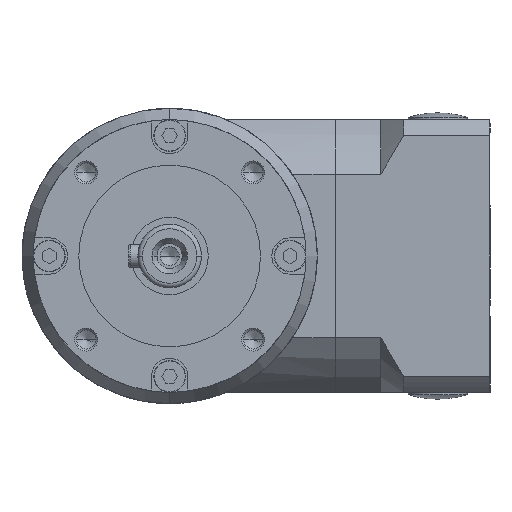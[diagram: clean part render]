
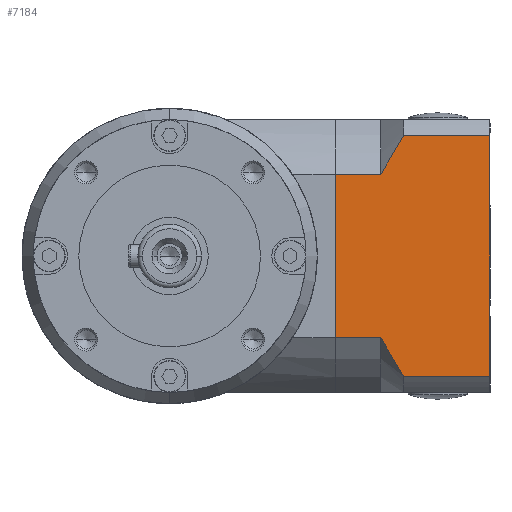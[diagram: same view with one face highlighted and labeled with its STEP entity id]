
A CAD part, left-side view. The second image highlights one B-rep face of the part: STEP entity #7184.
In plain terms, the highlighted planar face has unit normal (-1, 0, 0).
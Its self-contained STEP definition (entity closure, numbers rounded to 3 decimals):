
#562 = ORIENTED_EDGE ( 'NONE', *, *, #7264, .F. ) ;
#1161 = LINE ( 'NONE', #10692, #4820 ) ;
#1241 = CARTESIAN_POINT ( 'NONE',  ( 8., -70.5, 26.458 ) ) ;
#1665 = ORIENTED_EDGE ( 'NONE', *, *, #10712, .F. ) ;
#2097 = LINE ( 'NONE', #9792, #18773 ) ;
#2230 = EDGE_CURVE ( 'NONE', #8973, #18190, #18786, .T. ) ;
#2628 = VECTOR ( 'NONE', #11095, 1000. ) ;
#3343 = B_SPLINE_CURVE_WITH_KNOTS ( 'NONE', 3,
 ( #5665, #12032, #11829, #19741 ),
 .UNSPECIFIED., .F., .F.,
 ( 4, 4 ),
 ( 0., 1. ),
 .UNSPECIFIED. ) ;
#3434 = ORIENTED_EDGE ( 'NONE', *, *, #2230, .F. ) ;
#3605 = CARTESIAN_POINT ( 'NONE',  ( 8., -36.5, -28.686 ) ) ;
#3885 = DIRECTION ( 'NONE',  ( 0., 1., 0. ) ) ;
#4068 = CARTESIAN_POINT ( 'NONE',  ( 8., -46.5, 18.028 ) ) ;
#4264 = VERTEX_POINT ( 'NONE', #1241 ) ;
#4820 = VECTOR ( 'NONE', #12711, 1000. ) ;
#5124 = CARTESIAN_POINT ( 'NONE',  ( 8., -51.5, 26.458 ) ) ;
#5437 = DIRECTION ( 'NONE',  ( 0., 0., -1. ) ) ;
#5665 = CARTESIAN_POINT ( 'NONE',  ( 8., -51.5, -26.458 ) ) ;
#5831 = VECTOR ( 'NONE', #16815, 1000. ) ;
#5956 = CARTESIAN_POINT ( 'NONE',  ( 8., -51.5, -26.458 ) ) ;
#6635 = VERTEX_POINT ( 'NONE', #10973 ) ;
#6639 = LINE ( 'NONE', #3605, #2628 ) ;
#6932 = CARTESIAN_POINT ( 'NONE',  ( 8., -70.5, -26.458 ) ) ;
#6984 = CARTESIAN_POINT ( 'NONE',  ( 8., -46.5, -18.028 ) ) ;
#7184 = ADVANCED_FACE ( 'NONE', ( #10470 ), #12002, .F. ) ;
#7264 = EDGE_CURVE ( 'NONE', #18190, #4264, #19311, .T. ) ;
#7337 = DIRECTION ( 'NONE',  ( 1., 0., 0. ) ) ;
#7644 = EDGE_CURVE ( 'NONE', #11895, #9235, #19590, .T. ) ;
#8973 = VERTEX_POINT ( 'NONE', #15119 ) ;
#9177 = AXIS2_PLACEMENT_3D ( 'NONE', #18082, #7337, #14746 ) ;
#9190 = VERTEX_POINT ( 'NONE', #13139 ) ;
#9235 = VERTEX_POINT ( 'NONE', #5956 ) ;
#9494 = EDGE_CURVE ( 'NONE', #4264, #11895, #2097, .T. ) ;
#9792 = CARTESIAN_POINT ( 'NONE',  ( 8., -70.5, -25. ) ) ;
#10075 = ORIENTED_EDGE ( 'NONE', *, *, #15504, .F. ) ;
#10470 = FACE_OUTER_BOUND ( 'NONE', #14417, .T. ) ;
#10692 = CARTESIAN_POINT ( 'NONE',  ( 8., -70.5, 18.028 ) ) ;
#10712 = EDGE_CURVE ( 'NONE', #6635, #9190, #6639, .T. ) ;
#10973 = CARTESIAN_POINT ( 'NONE',  ( 8., -36.5, -18.028 ) ) ;
#11095 = DIRECTION ( 'NONE',  ( 0., 0., 1. ) ) ;
#11171 = CARTESIAN_POINT ( 'NONE',  ( 8., -70.5, -26.458 ) ) ;
#11601 = CARTESIAN_POINT ( 'NONE',  ( 8., -70.5, 26.458 ) ) ;
#11669 = CARTESIAN_POINT ( 'NONE',  ( 8., -47.885, 20.718 ) ) ;
#11712 = VERTEX_POINT ( 'NONE', #6984 ) ;
#11829 = CARTESIAN_POINT ( 'NONE',  ( 8., -47.885, -20.718 ) ) ;
#11895 = VERTEX_POINT ( 'NONE', #11171 ) ;
#12002 = PLANE ( 'NONE',  #9177 ) ;
#12032 = CARTESIAN_POINT ( 'NONE',  ( 8., -49.552, -23.513 ) ) ;
#12711 = DIRECTION ( 'NONE',  ( 0., -1., 0. ) ) ;
#13062 = ORIENTED_EDGE ( 'NONE', *, *, #7644, .F. ) ;
#13081 = CARTESIAN_POINT ( 'NONE',  ( 8., -51.5, 26.458 ) ) ;
#13139 = CARTESIAN_POINT ( 'NONE',  ( 8., -36.5, 18.028 ) ) ;
#14417 = EDGE_LOOP ( 'NONE', ( #3434, #19936, #1665, #19631, #10075, #13062, #16941, #562 ) ) ;
#14746 = DIRECTION ( 'NONE',  ( 0., 1., 0. ) ) ;
#15119 = CARTESIAN_POINT ( 'NONE',  ( 8., -46.5, 18.028 ) ) ;
#15193 = LINE ( 'NONE', #18338, #5831 ) ;
#15303 = VECTOR ( 'NONE', #3885, 1000. ) ;
#15504 = EDGE_CURVE ( 'NONE', #9235, #11712, #3343, .T. ) ;
#16331 = CARTESIAN_POINT ( 'NONE',  ( 8., -49.552, 23.513 ) ) ;
#16618 = VECTOR ( 'NONE', #17784, 1000. ) ;
#16815 = DIRECTION ( 'NONE',  ( 0., 1., 0. ) ) ;
#16941 = ORIENTED_EDGE ( 'NONE', *, *, #9494, .F. ) ;
#17784 = DIRECTION ( 'NONE',  ( 0., -1., 0. ) ) ;
#18013 = EDGE_CURVE ( 'NONE', #9190, #8973, #1161, .T. ) ;
#18082 = CARTESIAN_POINT ( 'NONE',  ( 8., -36.5, -28.686 ) ) ;
#18190 = VERTEX_POINT ( 'NONE', #5124 ) ;
#18338 = CARTESIAN_POINT ( 'NONE',  ( 8., -70.5, -18.028 ) ) ;
#18773 = VECTOR ( 'NONE', #5437, 1000. ) ;
#18786 = B_SPLINE_CURVE_WITH_KNOTS ( 'NONE', 3,
 ( #4068, #11669, #16331, #13081 ),
 .UNSPECIFIED., .F., .F.,
 ( 4, 4 ),
 ( 0., 1. ),
 .UNSPECIFIED. ) ;
#19149 = EDGE_CURVE ( 'NONE', #11712, #6635, #15193, .T. ) ;
#19311 = LINE ( 'NONE', #11601, #16618 ) ;
#19590 = LINE ( 'NONE', #6932, #15303 ) ;
#19631 = ORIENTED_EDGE ( 'NONE', *, *, #19149, .F. ) ;
#19741 = CARTESIAN_POINT ( 'NONE',  ( 8., -46.5, -18.028 ) ) ;
#19936 = ORIENTED_EDGE ( 'NONE', *, *, #18013, .F. ) ;
